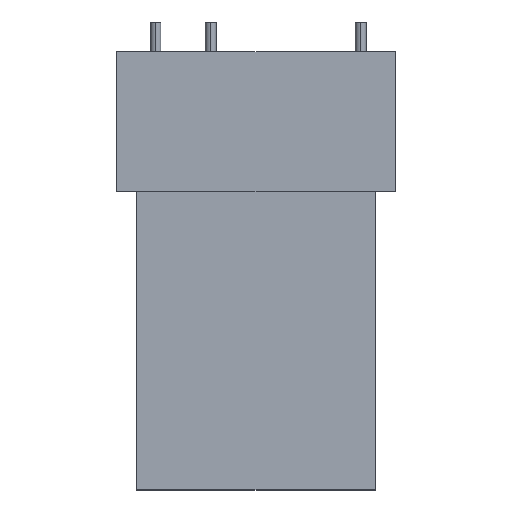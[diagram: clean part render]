
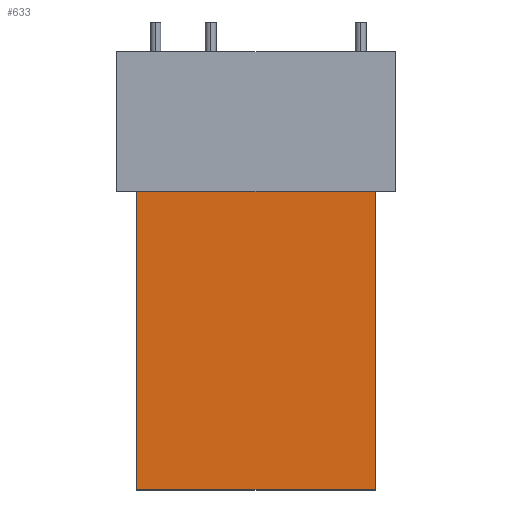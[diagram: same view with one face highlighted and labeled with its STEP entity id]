
A CAD part, top view. The second image highlights one B-rep face of the part: STEP entity #633.
In plain terms, the highlighted planar face has unit normal (0, 0, 1).
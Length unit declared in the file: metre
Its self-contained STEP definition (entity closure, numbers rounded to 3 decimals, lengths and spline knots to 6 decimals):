
#7 = DIRECTION ( 'NONE',  ( -1., 0., 0. ) ) ;
#12 = ORIENTED_EDGE ( 'NONE', *, *, #574, .F. ) ;
#69 = LINE ( 'NONE', #1031, #769 ) ;
#103 = PLANE ( 'NONE',  #749 ) ;
#124 = DIRECTION ( 'NONE',  ( 0., -1., 0. ) ) ;
#140 = ORIENTED_EDGE ( 'NONE', *, *, #993, .T. ) ;
#155 = VECTOR ( 'NONE', #559, 1. ) ;
#265 = CARTESIAN_POINT ( 'NONE',  ( -6., 0., 2.5 ) ) ;
#304 = CARTESIAN_POINT ( 'NONE',  ( -6., 15., 2.5 ) ) ;
#386 = DIRECTION ( 'NONE',  ( 1., 0., 0. ) ) ;
#393 = EDGE_CURVE ( 'NONE', #1224, #1103, #69, .T. ) ;
#548 = VERTEX_POINT ( 'NONE', #1256 ) ;
#559 = DIRECTION ( 'NONE',  ( 1., 0., 0. ) ) ;
#574 = EDGE_CURVE ( 'NONE', #1184, #1224, #664, .T. ) ;
#606 = ORIENTED_EDGE ( 'NONE', *, *, #393, .F. ) ;
#608 = FACE_OUTER_BOUND ( 'NONE', #976, .T. ) ;
#633 = ADVANCED_FACE ( 'NONE', ( #608 ), #103, .F. ) ;
#664 = LINE ( 'NONE', #1249, #668 ) ;
#668 = VECTOR ( 'NONE', #386, 1. ) ;
#692 = DIRECTION ( 'NONE',  ( 0., 0., -1. ) ) ;
#749 = AXIS2_PLACEMENT_3D ( 'NONE', #785, #692, #7 ) ;
#769 = VECTOR ( 'NONE', #1138, 1. ) ;
#785 = CARTESIAN_POINT ( 'NONE',  ( -6., 15., 2.5 ) ) ;
#888 = ORIENTED_EDGE ( 'NONE', *, *, #1244, .T. ) ;
#910 = CARTESIAN_POINT ( 'NONE',  ( 6., 0., 2.5 ) ) ;
#944 = LINE ( 'NONE', #304, #1190 ) ;
#960 = CARTESIAN_POINT ( 'NONE',  ( 6., 15., 2.5 ) ) ;
#976 = EDGE_LOOP ( 'NONE', ( #888, #606, #12, #140 ) ) ;
#993 = EDGE_CURVE ( 'NONE', #1184, #548, #944, .T. ) ;
#1031 = CARTESIAN_POINT ( 'NONE',  ( 6., 15., 2.5 ) ) ;
#1103 = VERTEX_POINT ( 'NONE', #910 ) ;
#1119 = CARTESIAN_POINT ( 'NONE',  ( -6., 15., 2.5 ) ) ;
#1138 = DIRECTION ( 'NONE',  ( 0., -1., 0. ) ) ;
#1150 = LINE ( 'NONE', #265, #155 ) ;
#1184 = VERTEX_POINT ( 'NONE', #1119 ) ;
#1190 = VECTOR ( 'NONE', #124, 1. ) ;
#1224 = VERTEX_POINT ( 'NONE', #960 ) ;
#1244 = EDGE_CURVE ( 'NONE', #548, #1103, #1150, .T. ) ;
#1249 = CARTESIAN_POINT ( 'NONE',  ( -6., 15., 2.5 ) ) ;
#1256 = CARTESIAN_POINT ( 'NONE',  ( -6., 0., 2.5 ) ) ;
